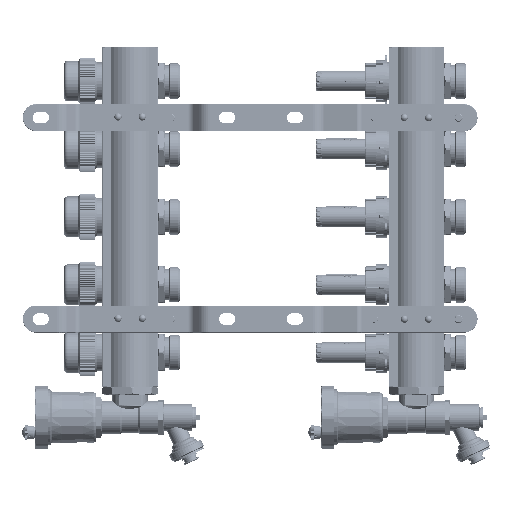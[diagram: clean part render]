
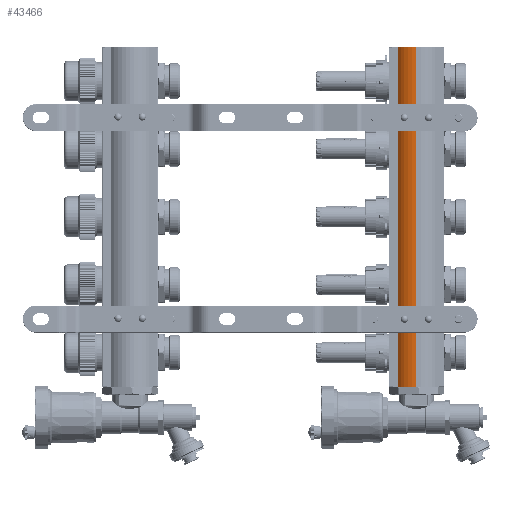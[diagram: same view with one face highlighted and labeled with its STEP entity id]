
A CAD part, left-side view. The second image highlights one B-rep face of the part: STEP entity #43466.
In plain terms, the highlighted cylindrical face has radius 18.2 mm (diameter 36.4 mm), a partial arc.
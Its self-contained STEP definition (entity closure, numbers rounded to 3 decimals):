
#1636 = EDGE_CURVE ( 'NONE', #10401, #80243, #93346, .T. ) ;
#1804 = CARTESIAN_POINT ( 'NONE',  ( -18.2, 0., 250. ) ) ;
#3438 = FACE_OUTER_BOUND ( 'NONE', #88344, .T. ) ;
#5796 = CARTESIAN_POINT ( 'NONE',  ( 0., 0., 250. ) ) ;
#6779 = ORIENTED_EDGE ( 'NONE', *, *, #51186, .T. ) ;
#9934 = ORIENTED_EDGE ( 'NONE', *, *, #72330, .T. ) ;
#10330 = VECTOR ( 'NONE', #45016, 1000. ) ;
#10401 = VERTEX_POINT ( 'NONE', #66898 ) ;
#12099 = CARTESIAN_POINT ( 'NONE',  ( -12., 13.684, 0. ) ) ;
#12781 = LINE ( 'NONE', #91773, #10330 ) ;
#15990 = DIRECTION ( 'NONE',  ( 1., 0., 0. ) ) ;
#16978 = CARTESIAN_POINT ( 'NONE',  ( 0., 0., 0. ) ) ;
#19853 = AXIS2_PLACEMENT_3D ( 'NONE', #16978, #40854, #15990 ) ;
#25641 = LINE ( 'NONE', #92976, #43822 ) ;
#39849 = ORIENTED_EDGE ( 'NONE', *, *, #1636, .F. ) ;
#40854 = DIRECTION ( 'NONE',  ( 0., 0., 1. ) ) ;
#43466 = ADVANCED_FACE ( 'NONE', ( #3438 ), #78002, .T. ) ;
#43822 = VECTOR ( 'NONE', #70471, 1000. ) ;
#43913 = VERTEX_POINT ( 'NONE', #12099 ) ;
#45016 = DIRECTION ( 'NONE',  ( 0., 0., -1. ) ) ;
#47295 = DIRECTION ( 'NONE',  ( 0., 0., -1. ) ) ;
#51186 = EDGE_CURVE ( 'NONE', #43913, #53699, #83498, .T. ) ;
#53699 = VERTEX_POINT ( 'NONE', #71921 ) ;
#56289 = AXIS2_PLACEMENT_3D ( 'NONE', #5796, #85988, #77118 ) ;
#66898 = CARTESIAN_POINT ( 'NONE',  ( -12., 13.684, 250. ) ) ;
#70471 = DIRECTION ( 'NONE',  ( 0., 0., -1. ) ) ;
#71921 = CARTESIAN_POINT ( 'NONE',  ( -18.2, 0., 0. ) ) ;
#72330 = EDGE_CURVE ( 'NONE', #10401, #43913, #25641, .T. ) ;
#77118 = DIRECTION ( 'NONE',  ( 1., 0., 0. ) ) ;
#78002 = CYLINDRICAL_SURFACE ( 'NONE', #90605, 18.2 ) ;
#78706 = DIRECTION ( 'NONE',  ( -1., 0., 0. ) ) ;
#80243 = VERTEX_POINT ( 'NONE', #1804 ) ;
#83498 = CIRCLE ( 'NONE', #19853, 18.2 ) ;
#84118 = ORIENTED_EDGE ( 'NONE', *, *, #87395, .F. ) ;
#85548 = CARTESIAN_POINT ( 'NONE',  ( 0., 0., 250. ) ) ;
#85988 = DIRECTION ( 'NONE',  ( 0., 0., 1. ) ) ;
#87395 = EDGE_CURVE ( 'NONE', #80243, #53699, #12781, .T. ) ;
#88344 = EDGE_LOOP ( 'NONE', ( #84118, #39849, #9934, #6779 ) ) ;
#90605 = AXIS2_PLACEMENT_3D ( 'NONE', #85548, #47295, #78706 ) ;
#91773 = CARTESIAN_POINT ( 'NONE',  ( -18.2, 0., 250. ) ) ;
#92976 = CARTESIAN_POINT ( 'NONE',  ( -12., 13.684, 250. ) ) ;
#93346 = CIRCLE ( 'NONE', #56289, 18.2 ) ;
